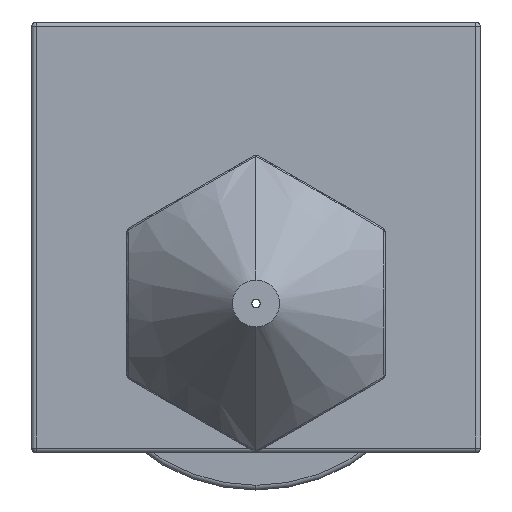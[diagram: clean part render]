
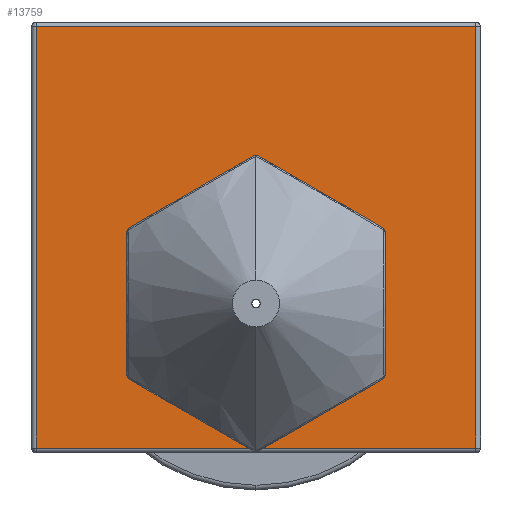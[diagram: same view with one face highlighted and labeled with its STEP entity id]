
A CAD part, front view. The second image highlights one B-rep face of the part: STEP entity #13759.
In plain terms, the highlighted planar face has unit normal (0, -1, 0).
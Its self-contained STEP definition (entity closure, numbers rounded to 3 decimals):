
#482 = VECTOR ( 'NONE', #13887, 1000. ) ;
#534 = CARTESIAN_POINT ( 'NONE',  ( 9.575, -46.6, -6.16 ) ) ;
#2201 = ORIENTED_EDGE ( 'NONE', *, *, #6799, .T. ) ;
#2930 = CARTESIAN_POINT ( 'NONE',  ( 0., -46.6, 0. ) ) ;
#3263 = ORIENTED_EDGE ( 'NONE', *, *, #16052, .T. ) ;
#3808 = DIRECTION ( 'NONE',  ( 0., 0., 1. ) ) ;
#4674 = DIRECTION ( 'NONE',  ( 0., 1., 0. ) ) ;
#5936 = EDGE_CURVE ( 'NONE', #14481, #13270, #12833, .T. ) ;
#5999 = EDGE_CURVE ( 'NONE', #13941, #17669, #22648, .T. ) ;
#6345 = VECTOR ( 'NONE', #21976, 1000. ) ;
#6799 = EDGE_CURVE ( 'NONE', #19055, #14481, #16971, .T. ) ;
#6877 = DIRECTION ( 'NONE',  ( 0., 0., -1. ) ) ;
#7211 = FACE_OUTER_BOUND ( 'NONE', #18958, .T. ) ;
#7807 = VECTOR ( 'NONE', #9381, 1000. ) ;
#8122 = ORIENTED_EDGE ( 'NONE', *, *, #11852, .T. ) ;
#8704 = VERTEX_POINT ( 'NONE', #20378 ) ;
#8935 = CARTESIAN_POINT ( 'NONE',  ( -9.375, -46.6, -6.36 ) ) ;
#9278 = CARTESIAN_POINT ( 'NONE',  ( 9.375, -46.6, -6.16 ) ) ;
#9381 = DIRECTION ( 'NONE',  ( -1., 0., 0. ) ) ;
#10168 = CARTESIAN_POINT ( 'NONE',  ( 0., -46.6, -3.2 ) ) ;
#10345 = DIRECTION ( 'NONE',  ( 0., 0., -1. ) ) ;
#10522 = ORIENTED_EDGE ( 'NONE', *, *, #5999, .T. ) ;
#10523 = CARTESIAN_POINT ( 'NONE',  ( 0., -46.6, 0. ) ) ;
#11158 = CIRCLE ( 'NONE', #19697, 3.2 ) ;
#11713 = AXIS2_PLACEMENT_3D ( 'NONE', #18057, #14296, #10345 ) ;
#11808 = VECTOR ( 'NONE', #3808, 1000. ) ;
#11852 = EDGE_CURVE ( 'NONE', #13270, #8704, #21532, .T. ) ;
#12833 = LINE ( 'NONE', #20769, #7807 ) ;
#13005 = CARTESIAN_POINT ( 'NONE',  ( -9.375, -46.6, 11.8 ) ) ;
#13270 = VERTEX_POINT ( 'NONE', #13005 ) ;
#13667 = CARTESIAN_POINT ( 'NONE',  ( 9.375, -46.6, 12. ) ) ;
#13759 = ADVANCED_FACE ( 'NONE', ( #15843, #7211 ), #15983, .T. ) ;
#13851 = EDGE_LOOP ( 'NONE', ( #3263, #10522 ) ) ;
#13878 = CARTESIAN_POINT ( 'NONE',  ( 9.375, -46.6, 11.8 ) ) ;
#13887 = DIRECTION ( 'NONE',  ( 1., 0., 0. ) ) ;
#13941 = VERTEX_POINT ( 'NONE', #15032 ) ;
#14296 = DIRECTION ( 'NONE',  ( 0., -1., 0. ) ) ;
#14337 = DIRECTION ( 'NONE',  ( 0., 1., 0. ) ) ;
#14481 = VERTEX_POINT ( 'NONE', #13878 ) ;
#15032 = CARTESIAN_POINT ( 'NONE',  ( 0., -46.6, 3.2 ) ) ;
#15843 = FACE_BOUND ( 'NONE', #13851, .T. ) ;
#15983 = PLANE ( 'NONE',  #11713 ) ;
#16052 = EDGE_CURVE ( 'NONE', #17669, #13941, #11158, .T. ) ;
#16971 = LINE ( 'NONE', #13667, #11808 ) ;
#17202 = ORIENTED_EDGE ( 'NONE', *, *, #20867, .T. ) ;
#17669 = VERTEX_POINT ( 'NONE', #10168 ) ;
#18057 = CARTESIAN_POINT ( 'NONE',  ( 0., -46.6, 0. ) ) ;
#18958 = EDGE_LOOP ( 'NONE', ( #17202, #2201, #24254, #8122 ) ) ;
#19055 = VERTEX_POINT ( 'NONE', #9278 ) ;
#19697 = AXIS2_PLACEMENT_3D ( 'NONE', #2930, #14337, #6877 ) ;
#20378 = CARTESIAN_POINT ( 'NONE',  ( -9.375, -46.6, -6.16 ) ) ;
#20769 = CARTESIAN_POINT ( 'NONE',  ( -9.575, -46.6, 11.8 ) ) ;
#20867 = EDGE_CURVE ( 'NONE', #8704, #19055, #23770, .T. ) ;
#21473 = AXIS2_PLACEMENT_3D ( 'NONE', #10523, #4674, #23842 ) ;
#21532 = LINE ( 'NONE', #8935, #6345 ) ;
#21976 = DIRECTION ( 'NONE',  ( 0., 0., -1. ) ) ;
#22648 = CIRCLE ( 'NONE', #21473, 3.2 ) ;
#23770 = LINE ( 'NONE', #534, #482 ) ;
#23842 = DIRECTION ( 'NONE',  ( 0., 0., -1. ) ) ;
#24254 = ORIENTED_EDGE ( 'NONE', *, *, #5936, .T. ) ;
